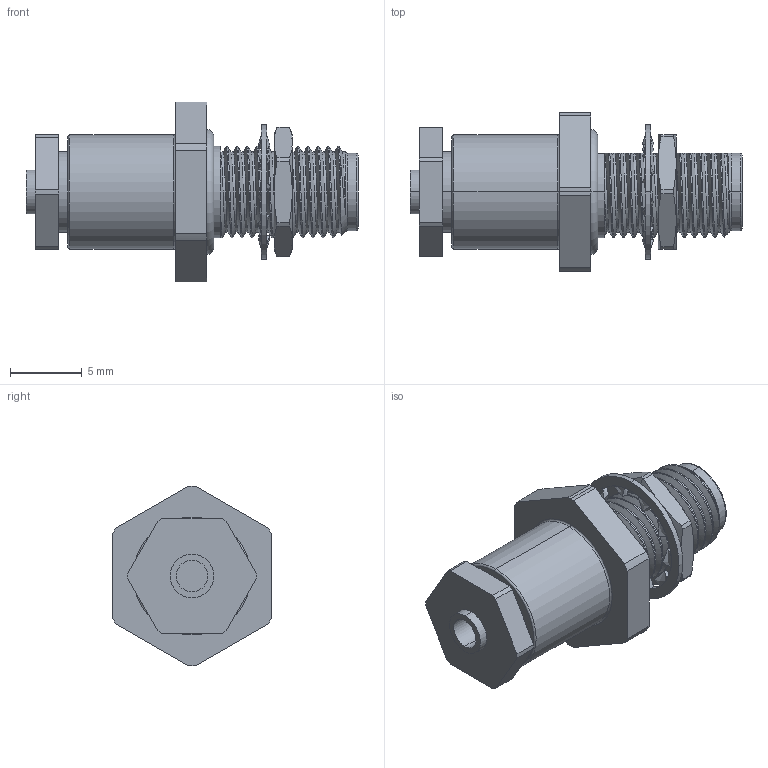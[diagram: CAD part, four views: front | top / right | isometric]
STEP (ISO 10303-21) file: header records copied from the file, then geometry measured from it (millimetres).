
FILE_DESCRIPTION (( 'STEP AP203' ), '1' );
FILE_NAME ('PE4986.step', '2018-06-11T15:26:41', ( '' ), ( '' ), 'SwSTEP 2.0', 'SolidWorks 2017', '' );
FILE_SCHEMA (( 'CONFIG_CONTROL_DESIGN' ));
Length unit declared in the file: inch
Products named in the file (1): PE4986
Bounding box: 23.11 x 11.11 x 12.53 mm (x, y, z)
Volume: 966.6 mm3; surface area: 1300.8 mm2
Topology: 5 solids, 5 shells, 273 faces, 781 edges, 525 vertices
Faces by surface type: cylinder 97, bspline 83, plane 58, cone 25, torus 10
Entity records: 23579 total; most frequent: CARTESIAN_POINT 17211, ORIENTED_EDGE 1562, DIRECTION 1034, EDGE_CURVE 781, VERTEX_POINT 525, AXIS2_PLACEMENT_3D 386, EDGE_LOOP 288, ADVANCED_FACE 273
